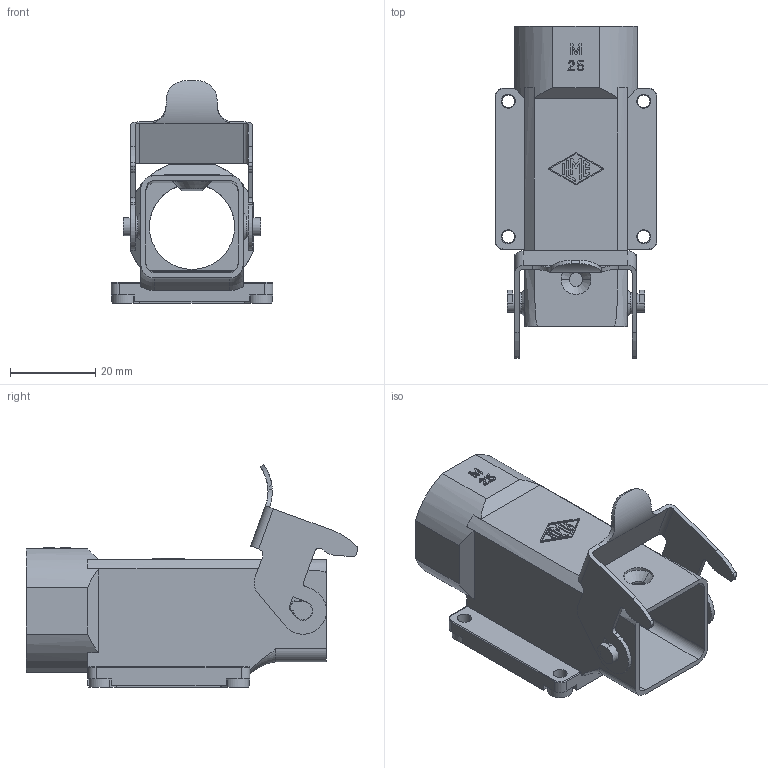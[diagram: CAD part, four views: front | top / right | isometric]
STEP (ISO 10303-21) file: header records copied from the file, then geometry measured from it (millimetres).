
FILE_DESCRIPTION(('Creo Elements/Direct Modeling STEP Export'),'2;1');
FILE_NAME('0lndrp34cm5dljv4348','2017-09-12T10:54:44',(''),(''),'PTC Creo Elements/Direct Modeling STEP processor for AP214 (Solid Model)','PTC Creo Elements/Direct Modeling 19.0E 27-Jun-2016 (C) Parametric Technology GmbH','');
FILE_SCHEMA(('AUTOMOTIVE_DESIGN { 1 0 10303 214 1 1 1 1 }'));
Length unit declared in the file: millimetre
Products named in the file (2): MKAXXS_IAP25
Assembly tree (1 placements, depth 2):
  MKAXXS_IAP25
    MKAXXS_IAP25
Bounding box: 38 x 77.9 x 52.31 mm (x, y, z)
Volume: 15676.9 mm3; surface area: 17939.6 mm2
Topology: 1 solids, 1 shells, 431 faces, 1203 edges, 792 vertices
Faces by surface type: plane 278, cylinder 132, cone 13, torus 6, bspline 2
Entity records: 16511 total; most frequent: CARTESIAN_POINT 5433, ORIENTED_EDGE 2406, DIRECTION 2167, EDGE_CURVE 1203, VECTOR 871, LINE 871, VERTEX_POINT 792, AXIS2_PLACEMENT_3D 648
